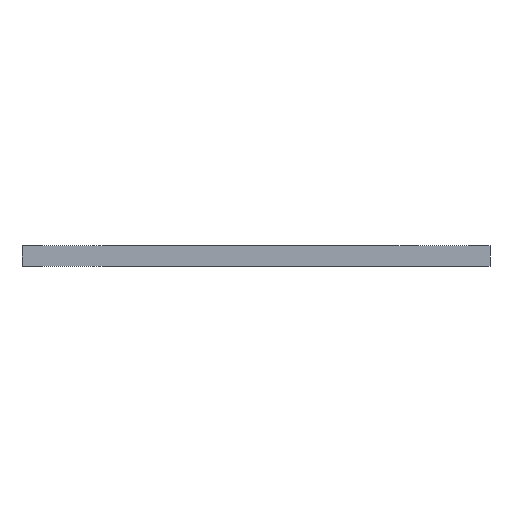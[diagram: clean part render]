
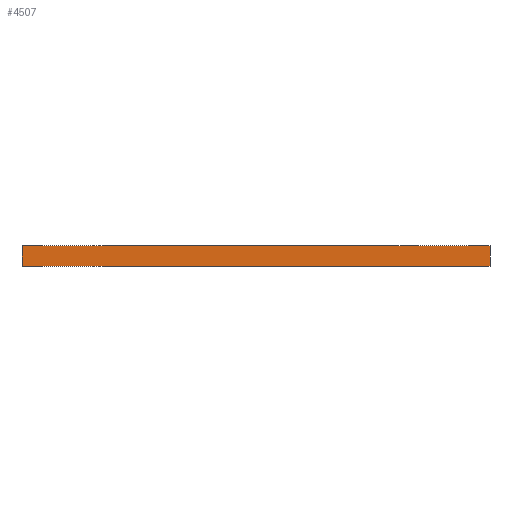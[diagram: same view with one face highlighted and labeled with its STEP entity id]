
A CAD part, front view. The second image highlights one B-rep face of the part: STEP entity #4507.
In plain terms, the highlighted planar face has unit normal (0, -1, 0).
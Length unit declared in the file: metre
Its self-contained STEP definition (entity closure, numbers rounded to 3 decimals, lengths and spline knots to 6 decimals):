
#1220=ORIENTED_EDGE('',*,*,#1758,.T.);
#1221=ORIENTED_EDGE('',*,*,#2098,.F.);
#1222=ORIENTED_EDGE('',*,*,#1549,.F.);
#1223=ORIENTED_EDGE('',*,*,#1952,.T.);
#1549=EDGE_CURVE('',#2211,#2212,#2645,.T.);
#1758=EDGE_CURVE('',#2418,#2419,#2800,.T.);
#1952=EDGE_CURVE('',#2211,#2418,#2944,.T.);
#2098=EDGE_CURVE('',#2212,#2419,#3090,.T.);
#2211=VERTEX_POINT('',#6092);
#2212=VERTEX_POINT('',#6094);
#2418=VERTEX_POINT('',#6510);
#2419=VERTEX_POINT('',#6511);
#2645=LINE('',#6093,#3193);
#2800=LINE('',#6509,#3348);
#2944=LINE('',#6896,#3492);
#3090=LINE('',#7654,#3638);
#3193=VECTOR('',#4939,1.);
#3348=VECTOR('',#5204,1.);
#3492=VECTOR('',#5450,1.);
#3638=VECTOR('',#5812,1.);
#3873=EDGE_LOOP('',(#1220,#1221,#1222,#1223));
#4113=FACE_BOUND('',#3873,.T.);
#4303=PLANE('',#4822);
#4507=ADVANCED_FACE('',(#4113),#4303,.F.);
#4822=AXIS2_PLACEMENT_3D('',#7658,#5818,#5819);
#4939=DIRECTION('',(1.,0.,0.));
#5204=DIRECTION('',(1.,0.,0.));
#5450=DIRECTION('',(0.,0.,-1.));
#5812=DIRECTION('',(0.,0.,-1.));
#5818=DIRECTION('',(0.,1.,0.));
#5819=DIRECTION('',(-1.,0.,0.));
#6092=CARTESIAN_POINT('',(-0.0365,-0.062,0.0032));
#6093=CARTESIAN_POINT('',(0.,-0.062,0.0032));
#6094=CARTESIAN_POINT('',(0.0365,-0.062,0.0032));
#6509=CARTESIAN_POINT('',(0.,-0.062,0.));
#6510=CARTESIAN_POINT('',(-0.0365,-0.062,0.));
#6511=CARTESIAN_POINT('',(0.0365,-0.062,0.));
#6896=CARTESIAN_POINT('',(-0.0365,-0.062,0.165514));
#7654=CARTESIAN_POINT('',(0.0365,-0.062,0.165514));
#7658=CARTESIAN_POINT('',(0.,-0.062,0.0032));
